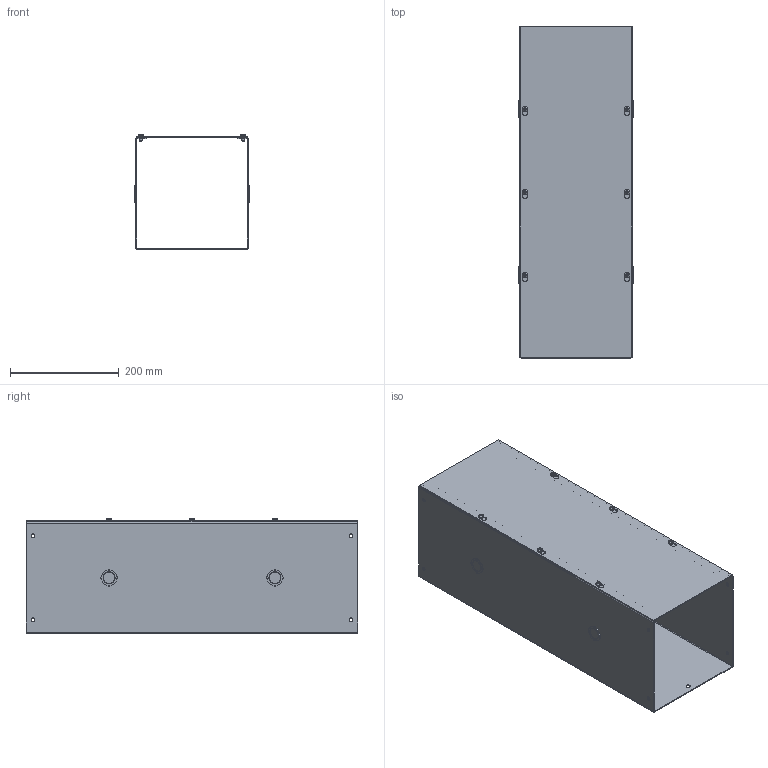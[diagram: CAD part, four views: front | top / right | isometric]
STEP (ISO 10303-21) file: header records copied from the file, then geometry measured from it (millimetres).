
FILE_DESCRIPTION (( 'STEP AP203' ), '1' );
FILE_NAME ('CWSC824.step', '2024-04-25T15:14:56', ( '' ), ( '' ), 'SwSTEP 2.0', 'SolidWorks 2023', '' );
FILE_SCHEMA (( 'CONFIG_CONTROL_DESIGN' ));
Length unit declared in the file: inch
Products named in the file (1): CWSC824
Bounding box: 210.52 x 609.6 x 211.45 mm (x, y, z)
Volume: 968036.7 mm3; surface area: 1043484.5 mm2
Topology: 8 solids, 8 shells, 410 faces, 1116 edges, 732 vertices
Faces by surface type: cylinder 188, plane 186, bspline 24, cone 12
Entity records: 14305 total; most frequent: CARTESIAN_POINT 3615, DIRECTION 2254, ORIENTED_EDGE 2232, EDGE_CURVE 1116, AXIS2_PLACEMENT_3D 811, VERTEX_POINT 732, LINE 632, VECTOR 632
